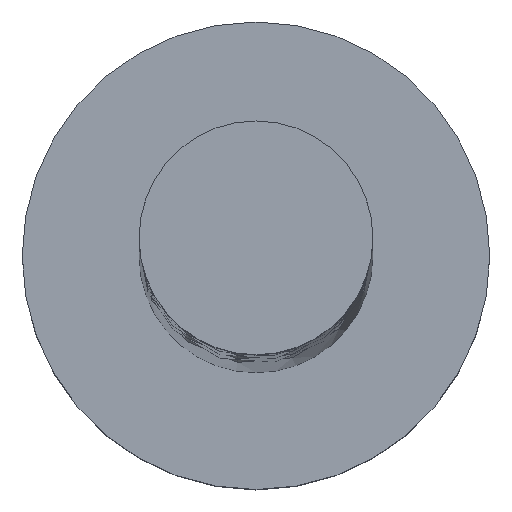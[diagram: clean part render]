
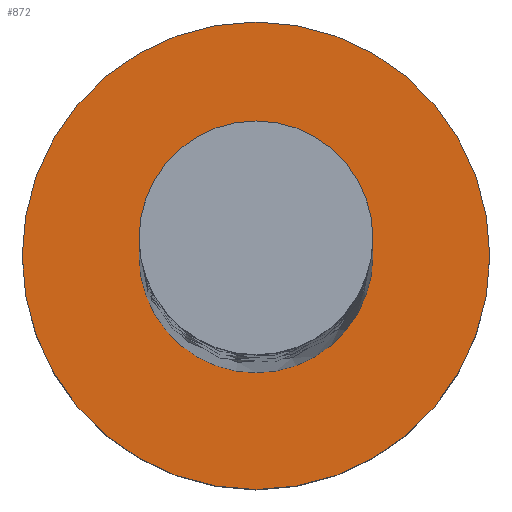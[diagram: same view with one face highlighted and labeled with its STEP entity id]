
A CAD part, top view. The second image highlights one B-rep face of the part: STEP entity #872.
In plain terms, the highlighted planar face has unit normal (0, 0, 1).
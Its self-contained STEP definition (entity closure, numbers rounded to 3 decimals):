
#4 = AXIS2_PLACEMENT_3D ( 'NONE', #1126, #914, #1140 ) ;
#83 = AXIS2_PLACEMENT_3D ( 'NONE', #673, #232, #336 ) ;
#117 = CARTESIAN_POINT ( 'NONE',  ( 2., 0., 2. ) ) ;
#180 = CIRCLE ( 'NONE', #681, 2. ) ;
#192 = CARTESIAN_POINT ( 'NONE',  ( -2., 0., 2. ) ) ;
#215 = EDGE_LOOP ( 'NONE', ( #885, #1447 ) ) ;
#232 = DIRECTION ( 'NONE',  ( 0., 0., 1. ) ) ;
#247 = DIRECTION ( 'NONE',  ( 1., 0., 0. ) ) ;
#275 = AXIS2_PLACEMENT_3D ( 'NONE', #1315, #1450, #1214 ) ;
#284 = VERTEX_POINT ( 'NONE', #117 ) ;
#289 = CARTESIAN_POINT ( 'NONE',  ( 0., 0., 2. ) ) ;
#336 = DIRECTION ( 'NONE',  ( 1., 0., 0. ) ) ;
#355 = DIRECTION ( 'NONE',  ( 1., 0., 0. ) ) ;
#370 = CIRCLE ( 'NONE', #4, 1. ) ;
#497 = CARTESIAN_POINT ( 'NONE',  ( 0., 0., 2. ) ) ;
#593 = CARTESIAN_POINT ( 'NONE',  ( -1., 0., 2. ) ) ;
#594 = DIRECTION ( 'NONE',  ( 0., 0., 1. ) ) ;
#598 = CARTESIAN_POINT ( 'NONE',  ( 1., 0., 2. ) ) ;
#626 = FACE_OUTER_BOUND ( 'NONE', #1419, .T. ) ;
#673 = CARTESIAN_POINT ( 'NONE',  ( 0., 0., 2. ) ) ;
#681 = AXIS2_PLACEMENT_3D ( 'NONE', #497, #594, #247 ) ;
#699 = CIRCLE ( 'NONE', #887, 2. ) ;
#717 = EDGE_CURVE ( 'NONE', #739, #284, #180, .T. ) ;
#735 = FACE_BOUND ( 'NONE', #215, .T. ) ;
#739 = VERTEX_POINT ( 'NONE', #192 ) ;
#787 = DIRECTION ( 'NONE',  ( 0., 0., 1. ) ) ;
#872 = ADVANCED_FACE ( 'NONE', ( #735, #626 ), #1425, .T. ) ;
#885 = ORIENTED_EDGE ( 'NONE', *, *, #965, .F. ) ;
#887 = AXIS2_PLACEMENT_3D ( 'NONE', #289, #787, #355 ) ;
#914 = DIRECTION ( 'NONE',  ( 0., 0., 1. ) ) ;
#934 = EDGE_CURVE ( 'NONE', #284, #739, #699, .T. ) ;
#965 = EDGE_CURVE ( 'NONE', #1174, #1211, #1394, .T. ) ;
#1096 = EDGE_CURVE ( 'NONE', #1211, #1174, #370, .T. ) ;
#1126 = CARTESIAN_POINT ( 'NONE',  ( 0., 0., 2. ) ) ;
#1140 = DIRECTION ( 'NONE',  ( 1., 0., 0. ) ) ;
#1174 = VERTEX_POINT ( 'NONE', #593 ) ;
#1211 = VERTEX_POINT ( 'NONE', #598 ) ;
#1214 = DIRECTION ( 'NONE',  ( 1., 0., 0. ) ) ;
#1233 = ORIENTED_EDGE ( 'NONE', *, *, #717, .T. ) ;
#1251 = ORIENTED_EDGE ( 'NONE', *, *, #934, .T. ) ;
#1315 = CARTESIAN_POINT ( 'NONE',  ( 0., 0., 2. ) ) ;
#1394 = CIRCLE ( 'NONE', #83, 1. ) ;
#1419 = EDGE_LOOP ( 'NONE', ( #1233, #1251 ) ) ;
#1425 = PLANE ( 'NONE',  #275 ) ;
#1447 = ORIENTED_EDGE ( 'NONE', *, *, #1096, .F. ) ;
#1450 = DIRECTION ( 'NONE',  ( 0., 0., 1. ) ) ;
